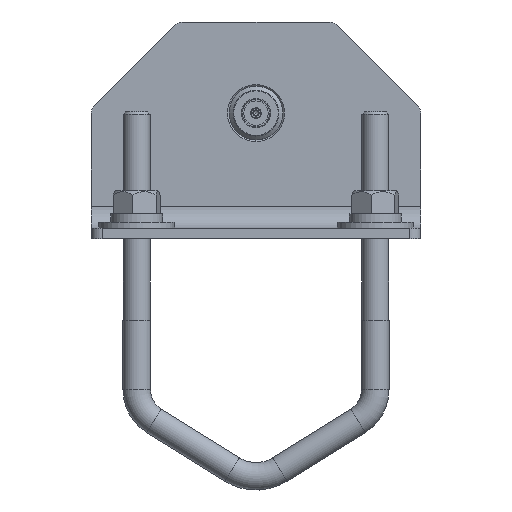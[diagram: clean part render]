
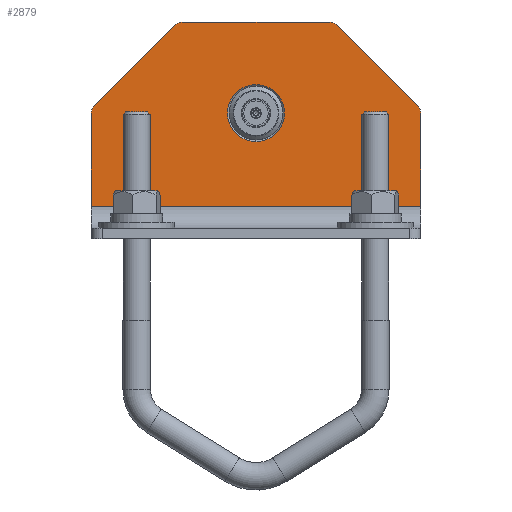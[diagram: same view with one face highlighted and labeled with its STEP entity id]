
A CAD part, front view. The second image highlights one B-rep face of the part: STEP entity #2879.
In plain terms, the highlighted face is planar.
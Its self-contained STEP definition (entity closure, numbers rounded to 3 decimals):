
#7 = LINE ( 'NONE', #2933, #6623 ) ;
#101 = EDGE_CURVE ( 'NONE', #1978, #6808, #920, .T. ) ;
#351 = VERTEX_POINT ( 'NONE', #620 ) ;
#467 = EDGE_CURVE ( 'NONE', #2597, #6767, #652, .T. ) ;
#620 = CARTESIAN_POINT ( 'NONE',  ( 48.26, 3.175, 33.558 ) ) ;
#652 = LINE ( 'NONE', #2920, #5261 ) ;
#725 = VERTEX_POINT ( 'NONE', #3623 ) ;
#780 = VECTOR ( 'NONE', #5881, 1000. ) ;
#804 = VERTEX_POINT ( 'NONE', #6763 ) ;
#879 = FACE_OUTER_BOUND ( 'NONE', #2370, .T. ) ;
#904 = CARTESIAN_POINT ( 'NONE',  ( 48.26, 3.175, 60.325 ) ) ;
#913 = VERTEX_POINT ( 'NONE', #3912 ) ;
#920 = CIRCLE ( 'NONE', #2032, 3.3 ) ;
#1021 = AXIS2_PLACEMENT_3D ( 'NONE', #1677, #5540, #2251 ) ;
#1108 = EDGE_CURVE ( 'NONE', #725, #6736, #7, .T. ) ;
#1170 = ORIENTED_EDGE ( 'NONE', *, *, #5487, .F. ) ;
#1214 = AXIS2_PLACEMENT_3D ( 'NONE', #5981, #5694, #5649 ) ;
#1290 = CARTESIAN_POINT ( 'NONE',  ( 44.96, 3.175, 33.558 ) ) ;
#1477 = ORIENTED_EDGE ( 'NONE', *, *, #467, .T. ) ;
#1496 = ORIENTED_EDGE ( 'NONE', *, *, #4902, .T. ) ;
#1514 = AXIS2_PLACEMENT_3D ( 'NONE', #6054, #2774, #6589 ) ;
#1641 = CARTESIAN_POINT ( 'NONE',  ( 48.26, 3.175, 6.35 ) ) ;
#1677 = CARTESIAN_POINT ( 'NONE',  ( -21.493, 3.175, 57.025 ) ) ;
#1778 = CARTESIAN_POINT ( 'NONE',  ( 0., 3.175, 25.321 ) ) ;
#1978 = VERTEX_POINT ( 'NONE', #6985 ) ;
#2032 = AXIS2_PLACEMENT_3D ( 'NONE', #6986, #3729, #6788 ) ;
#2222 = VERTEX_POINT ( 'NONE', #1778 ) ;
#2251 = DIRECTION ( 'NONE',  ( 0., 0., -1. ) ) ;
#2253 = VECTOR ( 'NONE', #6090, 1000. ) ;
#2313 = CARTESIAN_POINT ( 'NONE',  ( -48.26, 3.175, 6.35 ) ) ;
#2324 = CARTESIAN_POINT ( 'NONE',  ( -48.26, 3.175, 6.35 ) ) ;
#2363 = DIRECTION ( 'NONE',  ( 0., 0., -1. ) ) ;
#2370 = EDGE_LOOP ( 'NONE', ( #5179, #4572, #3799, #1477, #1496, #3953, #5294, #5488, #1170, #6636 ) ) ;
#2373 = CARTESIAN_POINT ( 'NONE',  ( -47.293, 3.175, 35.892 ) ) ;
#2597 = VERTEX_POINT ( 'NONE', #1641 ) ;
#2706 = EDGE_CURVE ( 'NONE', #804, #6808, #6618, .T. ) ;
#2774 = DIRECTION ( 'NONE',  ( 0., 1., 0. ) ) ;
#2863 = DIRECTION ( 'NONE',  ( 0., 0., 1. ) ) ;
#2869 = VECTOR ( 'NONE', #3114, 1000. ) ;
#2879 = ADVANCED_FACE ( 'NONE', ( #6565, #879 ), #6748, .F. ) ;
#2920 = CARTESIAN_POINT ( 'NONE',  ( 48.26, 3.175, 6.35 ) ) ;
#2933 = CARTESIAN_POINT ( 'NONE',  ( 54.498, 3.175, 28.687 ) ) ;
#3083 = CARTESIAN_POINT ( 'NONE',  ( 48.26, 3.175, 6.35 ) ) ;
#3114 = DIRECTION ( 'NONE',  ( 0., 0., 1. ) ) ;
#3178 = DIRECTION ( 'NONE',  ( 0., 1., 0. ) ) ;
#3211 = EDGE_CURVE ( 'NONE', #2597, #351, #5782, .T. ) ;
#3277 = DIRECTION ( 'NONE',  ( 0., 1., 0. ) ) ;
#3291 = CIRCLE ( 'NONE', #4138, 3.3 ) ;
#3453 = EDGE_CURVE ( 'NONE', #725, #351, #3670, .T. ) ;
#3542 = CIRCLE ( 'NONE', #1021, 3.3 ) ;
#3623 = CARTESIAN_POINT ( 'NONE',  ( 47.293, 3.175, 35.892 ) ) ;
#3670 = CIRCLE ( 'NONE', #6538, 3.3 ) ;
#3729 = DIRECTION ( 'NONE',  ( 0., 1., 0. ) ) ;
#3799 = ORIENTED_EDGE ( 'NONE', *, *, #3211, .F. ) ;
#3912 = CARTESIAN_POINT ( 'NONE',  ( -21.493, 3.175, 60.325 ) ) ;
#3953 = ORIENTED_EDGE ( 'NONE', *, *, #101, .T. ) ;
#4027 = DIRECTION ( 'NONE',  ( -1., 0., 0. ) ) ;
#4138 = AXIS2_PLACEMENT_3D ( 'NONE', #6531, #3277, #7078 ) ;
#4319 = VERTEX_POINT ( 'NONE', #6862 ) ;
#4524 = CARTESIAN_POINT ( 'NONE',  ( 23.827, 3.175, 59.358 ) ) ;
#4572 = ORIENTED_EDGE ( 'NONE', *, *, #3453, .T. ) ;
#4721 = EDGE_CURVE ( 'NONE', #2222, #2222, #5273, .T. ) ;
#4811 = EDGE_LOOP ( 'NONE', ( #6596 ) ) ;
#4902 = EDGE_CURVE ( 'NONE', #6767, #1978, #7119, .T. ) ;
#4999 = DIRECTION ( 'NONE',  ( -0.707, 0., 0.707 ) ) ;
#5179 = ORIENTED_EDGE ( 'NONE', *, *, #1108, .F. ) ;
#5261 = VECTOR ( 'NONE', #4027, 1000. ) ;
#5273 = CIRCLE ( 'NONE', #1514, 8.334 ) ;
#5294 = ORIENTED_EDGE ( 'NONE', *, *, #2706, .F. ) ;
#5487 = EDGE_CURVE ( 'NONE', #4319, #913, #6472, .T. ) ;
#5488 = ORIENTED_EDGE ( 'NONE', *, *, #6529, .T. ) ;
#5540 = DIRECTION ( 'NONE',  ( 0., 1., 0. ) ) ;
#5649 = DIRECTION ( 'NONE',  ( 0., 0., -1. ) ) ;
#5673 = VECTOR ( 'NONE', #2863, 1000. ) ;
#5694 = DIRECTION ( 'NONE',  ( 0., -1., 0. ) ) ;
#5782 = LINE ( 'NONE', #3083, #2869 ) ;
#5881 = DIRECTION ( 'NONE',  ( -1., 0., 0. ) ) ;
#5981 = CARTESIAN_POINT ( 'NONE',  ( 48.26, 3.175, 6.35 ) ) ;
#6054 = CARTESIAN_POINT ( 'NONE',  ( 0., 3.175, 33.655 ) ) ;
#6090 = DIRECTION ( 'NONE',  ( -0.707, 0., -0.707 ) ) ;
#6404 = EDGE_CURVE ( 'NONE', #4319, #6736, #3291, .T. ) ;
#6472 = LINE ( 'NONE', #904, #780 ) ;
#6529 = EDGE_CURVE ( 'NONE', #804, #913, #3542, .T. ) ;
#6531 = CARTESIAN_POINT ( 'NONE',  ( 21.493, 3.175, 57.025 ) ) ;
#6538 = AXIS2_PLACEMENT_3D ( 'NONE', #1290, #3178, #2363 ) ;
#6565 = FACE_BOUND ( 'NONE', #4811, .T. ) ;
#6589 = DIRECTION ( 'NONE',  ( 0., 0., -1. ) ) ;
#6596 = ORIENTED_EDGE ( 'NONE', *, *, #4721, .F. ) ;
#6610 = CARTESIAN_POINT ( 'NONE',  ( -17.714, 3.175, 65.471 ) ) ;
#6618 = LINE ( 'NONE', #6610, #2253 ) ;
#6623 = VECTOR ( 'NONE', #4999, 1000. ) ;
#6636 = ORIENTED_EDGE ( 'NONE', *, *, #6404, .T. ) ;
#6736 = VERTEX_POINT ( 'NONE', #4524 ) ;
#6748 = PLANE ( 'NONE',  #1214 ) ;
#6763 = CARTESIAN_POINT ( 'NONE',  ( -23.827, 3.175, 59.358 ) ) ;
#6767 = VERTEX_POINT ( 'NONE', #2324 ) ;
#6788 = DIRECTION ( 'NONE',  ( 0., 0., -1. ) ) ;
#6808 = VERTEX_POINT ( 'NONE', #2373 ) ;
#6862 = CARTESIAN_POINT ( 'NONE',  ( 21.493, 3.175, 60.325 ) ) ;
#6985 = CARTESIAN_POINT ( 'NONE',  ( -48.26, 3.175, 33.558 ) ) ;
#6986 = CARTESIAN_POINT ( 'NONE',  ( -44.96, 3.175, 33.558 ) ) ;
#7078 = DIRECTION ( 'NONE',  ( 0., 0., -1. ) ) ;
#7119 = LINE ( 'NONE', #2313, #5673 ) ;
